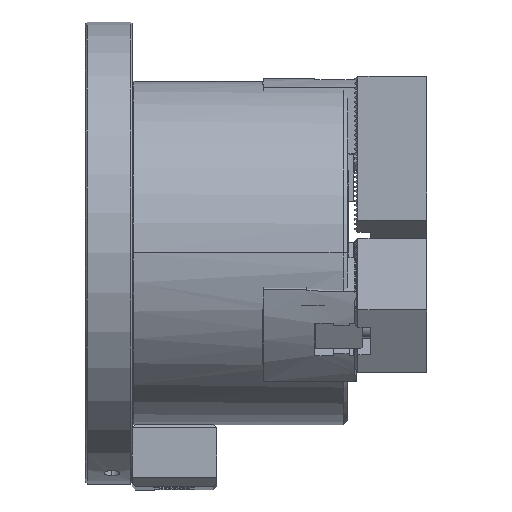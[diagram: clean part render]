
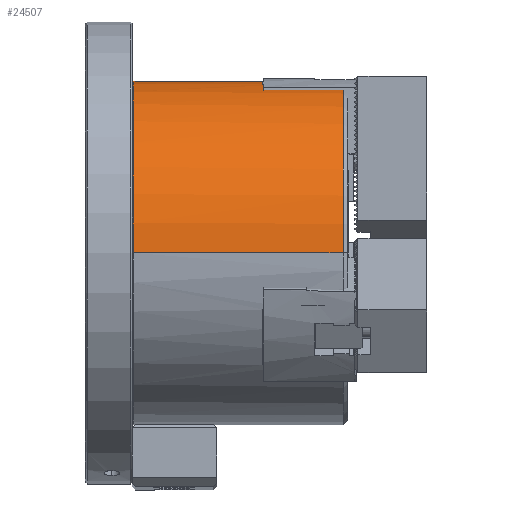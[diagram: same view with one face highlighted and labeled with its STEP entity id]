
A CAD part, top view. The second image highlights one B-rep face of the part: STEP entity #24507.
In plain terms, the highlighted cylindrical face has radius 55 mm (diameter 110 mm), a partial arc.
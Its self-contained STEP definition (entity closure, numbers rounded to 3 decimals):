
#467 = ORIENTED_EDGE ( 'NONE', *, *, #9241, .T. ) ;
#469 = DIRECTION ( 'NONE',  ( 0., 0., -1. ) ) ;
#510 = DIRECTION ( 'NONE',  ( -1., 0., 0. ) ) ;
#545 = CARTESIAN_POINT ( 'NONE',  ( 46., 0., 0. ) ) ;
#780 = CIRCLE ( 'NONE', #9623, 55. ) ;
#1103 = CARTESIAN_POINT ( 'NONE',  ( 67.5, 0., 55. ) ) ;
#1849 = CIRCLE ( 'NONE', #11766, 55. ) ;
#1898 = EDGE_CURVE ( 'NONE', #27947, #31421, #780, .T. ) ;
#2981 = ORIENTED_EDGE ( 'NONE', *, *, #27478, .T. ) ;
#3036 = VERTEX_POINT ( 'NONE', #1103 ) ;
#3082 = CARTESIAN_POINT ( 'NONE',  ( 46., 54.036, 10.25 ) ) ;
#3566 = VECTOR ( 'NONE', #25414, 1000. ) ;
#3973 = VERTEX_POINT ( 'NONE', #17533 ) ;
#4364 = LINE ( 'NONE', #24464, #3566 ) ;
#5283 = VECTOR ( 'NONE', #28637, 1000. ) ;
#5887 = EDGE_CURVE ( 'NONE', #3973, #27706, #20310, .T. ) ;
#6461 = AXIS2_PLACEMENT_3D ( 'NONE', #545, #510, #469 ) ;
#6500 = EDGE_CURVE ( 'NONE', #10873, #13142, #25520, .T. ) ;
#6942 = EDGE_CURVE ( 'NONE', #15663, #27947, #30343, .T. ) ;
#8493 = ORIENTED_EDGE ( 'NONE', *, *, #11500, .T. ) ;
#9032 = VERTEX_POINT ( 'NONE', #9720 ) ;
#9241 = EDGE_CURVE ( 'NONE', #21046, #3973, #21968, .T. ) ;
#9283 = CARTESIAN_POINT ( 'NONE',  ( 0.3, 0., -55. ) ) ;
#9623 = AXIS2_PLACEMENT_3D ( 'NONE', #16496, #16445, #16413 ) ;
#9720 = CARTESIAN_POINT ( 'NONE',  ( 0.3, 0., 55. ) ) ;
#10093 = CARTESIAN_POINT ( 'NONE',  ( 46., 53.784, -11.5 ) ) ;
#10723 = AXIS2_PLACEMENT_3D ( 'NONE', #31457, #31278, #30954 ) ;
#10873 = VERTEX_POINT ( 'NONE', #9283 ) ;
#10952 = CIRCLE ( 'NONE', #19871, 55. ) ;
#11022 = AXIS2_PLACEMENT_3D ( 'NONE', #12230, #11981, #11914 ) ;
#11225 = CARTESIAN_POINT ( 'NONE',  ( 46., 53.784, 11.5 ) ) ;
#11318 = DIRECTION ( 'NONE',  ( -1., 0., 0. ) ) ;
#11500 = EDGE_CURVE ( 'NONE', #14908, #13142, #20676, .T. ) ;
#11766 = AXIS2_PLACEMENT_3D ( 'NONE', #29617, #14119, #32193 ) ;
#11914 = DIRECTION ( 'NONE',  ( 0., 0., -1. ) ) ;
#11965 = CARTESIAN_POINT ( 'NONE',  ( 67.5, 0., -55. ) ) ;
#11981 = DIRECTION ( 'NONE',  ( 1., 0., 0. ) ) ;
#12230 = CARTESIAN_POINT ( 'NONE',  ( 121.711, 0., 0. ) ) ;
#12882 = CARTESIAN_POINT ( 'NONE',  ( 121.711, 0., 55. ) ) ;
#13142 = VERTEX_POINT ( 'NONE', #11965 ) ;
#13341 = DIRECTION ( 'NONE',  ( 1., 0., 0. ) ) ;
#14119 = DIRECTION ( 'NONE',  ( -1., 0., 0. ) ) ;
#14269 = ORIENTED_EDGE ( 'NONE', *, *, #1898, .T. ) ;
#14368 = VECTOR ( 'NONE', #11318, 1000. ) ;
#14724 = CARTESIAN_POINT ( 'NONE',  ( 41.7, 0., 0. ) ) ;
#14908 = VERTEX_POINT ( 'NONE', #18616 ) ;
#15153 = EDGE_LOOP ( 'NONE', ( #26103, #15781, #2981, #28862, #14269, #18315, #23602, #467, #24461, #18107, #8493, #15192 ) ) ;
#15192 = ORIENTED_EDGE ( 'NONE', *, *, #6500, .F. ) ;
#15256 = DIRECTION ( 'NONE',  ( -1., 0., 0. ) ) ;
#15663 = VERTEX_POINT ( 'NONE', #31050 ) ;
#15781 = ORIENTED_EDGE ( 'NONE', *, *, #32682, .T. ) ;
#16319 = VECTOR ( 'NONE', #30940, 1000. ) ;
#16413 = DIRECTION ( 'NONE',  ( 0., 0., -1. ) ) ;
#16445 = DIRECTION ( 'NONE',  ( -1., 0., 0. ) ) ;
#16496 = CARTESIAN_POINT ( 'NONE',  ( 46., 0., 0. ) ) ;
#17533 = CARTESIAN_POINT ( 'NONE',  ( 46., 54.036, -10.25 ) ) ;
#17631 = DIRECTION ( 'NONE',  ( 0., 0., -1. ) ) ;
#17724 = EDGE_CURVE ( 'NONE', #18683, #21046, #10952, .T. ) ;
#18107 = ORIENTED_EDGE ( 'NONE', *, *, #18361, .T. ) ;
#18315 = ORIENTED_EDGE ( 'NONE', *, *, #31569, .T. ) ;
#18361 = EDGE_CURVE ( 'NONE', #27706, #14908, #4364, .T. ) ;
#18569 = CYLINDRICAL_SURFACE ( 'NONE', #11022, 55. ) ;
#18616 = CARTESIAN_POINT ( 'NONE',  ( 67.5, 53.784, -11.5 ) ) ;
#18683 = VERTEX_POINT ( 'NONE', #24875 ) ;
#19380 = FACE_OUTER_BOUND ( 'NONE', #15153, .T. ) ;
#19871 = AXIS2_PLACEMENT_3D ( 'NONE', #14724, #15256, #17631 ) ;
#20310 = CIRCLE ( 'NONE', #6461, 55. ) ;
#20676 = CIRCLE ( 'NONE', #10723, 55. ) ;
#21046 = VERTEX_POINT ( 'NONE', #32683 ) ;
#21056 = AXIS2_PLACEMENT_3D ( 'NONE', #28845, #13341, #31424 ) ;
#21251 = LINE ( 'NONE', #31806, #14368 ) ;
#21718 = DIRECTION ( 'NONE',  ( -1., 0., 0. ) ) ;
#21968 = LINE ( 'NONE', #27558, #5283 ) ;
#22062 = CARTESIAN_POINT ( 'NONE',  ( 121.711, 53.784, 11.5 ) ) ;
#22675 = VECTOR ( 'NONE', #21718, 1000. ) ;
#23602 = ORIENTED_EDGE ( 'NONE', *, *, #17724, .T. ) ;
#24461 = ORIENTED_EDGE ( 'NONE', *, *, #5887, .T. ) ;
#24464 = CARTESIAN_POINT ( 'NONE',  ( 121.711, 53.784, -11.5 ) ) ;
#24507 = ADVANCED_FACE ( 'NONE', ( #19380 ), #18569, .T. ) ;
#24875 = CARTESIAN_POINT ( 'NONE',  ( 41.7, 54.036, 10.25 ) ) ;
#25414 = DIRECTION ( 'NONE',  ( 1., 0., 0. ) ) ;
#25520 = LINE ( 'NONE', #29736, #31561 ) ;
#26103 = ORIENTED_EDGE ( 'NONE', *, *, #28836, .T. ) ;
#27478 = EDGE_CURVE ( 'NONE', #3036, #15663, #1849, .T. ) ;
#27558 = CARTESIAN_POINT ( 'NONE',  ( 121.711, 54.036, -10.25 ) ) ;
#27706 = VERTEX_POINT ( 'NONE', #10093 ) ;
#27947 = VERTEX_POINT ( 'NONE', #11225 ) ;
#28637 = DIRECTION ( 'NONE',  ( 1., 0., 0. ) ) ;
#28836 = EDGE_CURVE ( 'NONE', #10873, #9032, #31646, .T. ) ;
#28845 = CARTESIAN_POINT ( 'NONE',  ( 0.3, 0., 0. ) ) ;
#28862 = ORIENTED_EDGE ( 'NONE', *, *, #6942, .T. ) ;
#29617 = CARTESIAN_POINT ( 'NONE',  ( 67.5, 0., 0. ) ) ;
#29736 = CARTESIAN_POINT ( 'NONE',  ( 121.711, 0., -55. ) ) ;
#29881 = DIRECTION ( 'NONE',  ( 1., 0., 0. ) ) ;
#30343 = LINE ( 'NONE', #22062, #22675 ) ;
#30881 = LINE ( 'NONE', #12882, #16319 ) ;
#30940 = DIRECTION ( 'NONE',  ( 1., 0., 0. ) ) ;
#30954 = DIRECTION ( 'NONE',  ( 0., 0., -1. ) ) ;
#31050 = CARTESIAN_POINT ( 'NONE',  ( 67.5, 53.784, 11.5 ) ) ;
#31278 = DIRECTION ( 'NONE',  ( -1., 0., 0. ) ) ;
#31421 = VERTEX_POINT ( 'NONE', #3082 ) ;
#31424 = DIRECTION ( 'NONE',  ( 0., 0., 1. ) ) ;
#31457 = CARTESIAN_POINT ( 'NONE',  ( 67.5, 0., 0. ) ) ;
#31561 = VECTOR ( 'NONE', #29881, 1000. ) ;
#31569 = EDGE_CURVE ( 'NONE', #31421, #18683, #21251, .T. ) ;
#31646 = CIRCLE ( 'NONE', #21056, 55. ) ;
#31806 = CARTESIAN_POINT ( 'NONE',  ( 121.711, 54.036, 10.25 ) ) ;
#32193 = DIRECTION ( 'NONE',  ( 0., 0., -1. ) ) ;
#32682 = EDGE_CURVE ( 'NONE', #9032, #3036, #30881, .T. ) ;
#32683 = CARTESIAN_POINT ( 'NONE',  ( 41.7, 54.036, -10.25 ) ) ;
